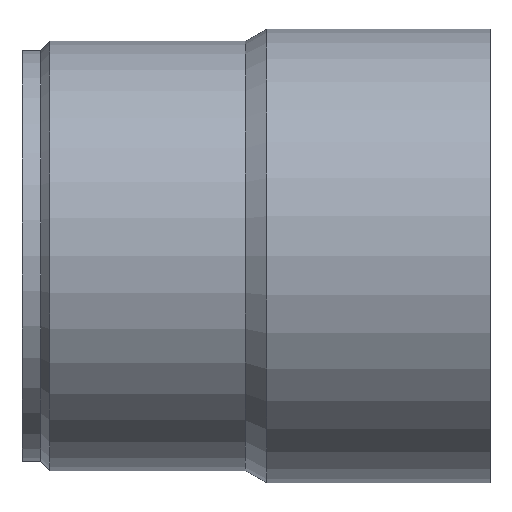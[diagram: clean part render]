
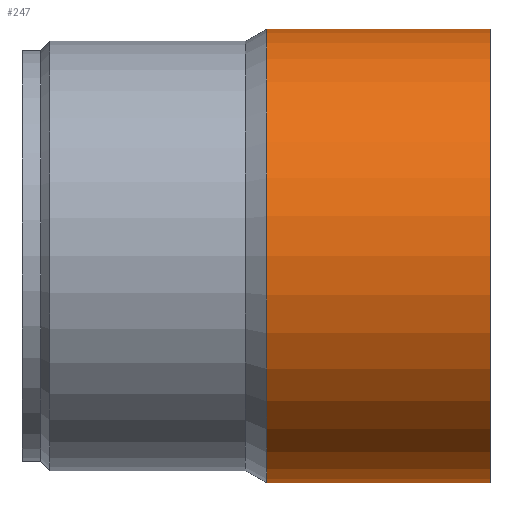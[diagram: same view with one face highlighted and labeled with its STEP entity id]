
A CAD part, top view. The second image highlights one B-rep face of the part: STEP entity #247.
In plain terms, the highlighted cylindrical face has radius 26.4 mm (diameter 52.8 mm), a partial arc.
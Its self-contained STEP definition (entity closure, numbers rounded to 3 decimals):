
#123 = VERTEX_POINT( '', #326 );
#133 = EDGE_CURVE( '', #249, #161, #336, .T. );
#161 = VERTEX_POINT( '', #369 );
#223 = EDGE_CURVE( '', #123, #227, #437, .T. );
#227 = VERTEX_POINT( '', #441 );
#247 = ADVANCED_FACE( '', ( #464 ), #465, .T. );
#249 = VERTEX_POINT( '', #467 );
#267 = EDGE_CURVE( '', #123, #249, #488, .T. );
#281 = EDGE_CURVE( '', #161, #227, #503, .T. );
#326 = CARTESIAN_POINT( '', ( 0., -26.4, 0. ) );
#336 = CIRCLE( '', #562, 26.4 );
#369 = CARTESIAN_POINT( '', ( 26., 26.4, 0. ) );
#437 = CIRCLE( '', #696, 26.4 );
#441 = CARTESIAN_POINT( '', ( 0., 26.4, 0. ) );
#464 = FACE_OUTER_BOUND( '', #730, .T. );
#465 = CYLINDRICAL_SURFACE( '', #731, 26.4 );
#467 = CARTESIAN_POINT( '', ( 26., -26.4, 0. ) );
#488 = LINE( '', #757, #758 );
#503 = LINE( '', #777, #778 );
#562 = AXIS2_PLACEMENT_3D( '', #824, #825, #826 );
#696 = AXIS2_PLACEMENT_3D( '', #955, #956, #957 );
#730 = EDGE_LOOP( '', ( #993, #994, #995, #996 ) );
#731 = AXIS2_PLACEMENT_3D( '', #997, #998, #999 );
#757 = CARTESIAN_POINT( '', ( 13., -26.4, 0. ) );
#758 = VECTOR( '', #1030, 1. );
#777 = CARTESIAN_POINT( '', ( 13., 26.4, 0. ) );
#778 = VECTOR( '', #1043, 1. );
#824 = CARTESIAN_POINT( '', ( 26., 0., 0. ) );
#825 = DIRECTION( '', ( -1., 0., 0. ) );
#826 = DIRECTION( '', ( 0., 1., 0. ) );
#955 = CARTESIAN_POINT( '', ( 0., 0., 0. ) );
#956 = DIRECTION( '', ( -1., 0., 0. ) );
#957 = DIRECTION( '', ( 0., 1., 0. ) );
#993 = ORIENTED_EDGE( '', *, *, #281, .T. );
#994 = ORIENTED_EDGE( '', *, *, #223, .F. );
#995 = ORIENTED_EDGE( '', *, *, #267, .T. );
#996 = ORIENTED_EDGE( '', *, *, #133, .T. );
#997 = CARTESIAN_POINT( '', ( 13., 0., 0. ) );
#998 = DIRECTION( '', ( 1., 0., 0. ) );
#999 = DIRECTION( '', ( 0., 1., 0. ) );
#1030 = DIRECTION( '', ( 1., 0., 0. ) );
#1043 = DIRECTION( '', ( -1., 0., 0. ) );
